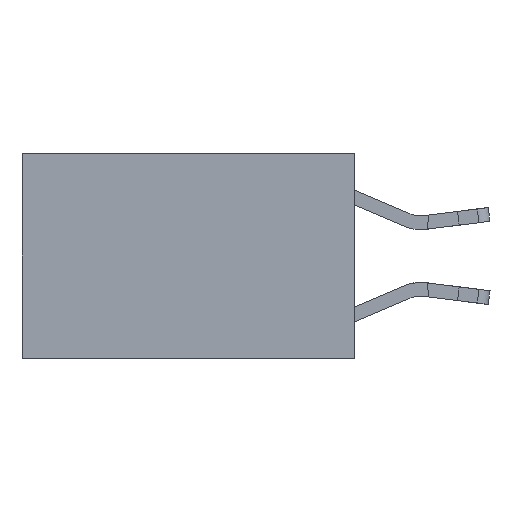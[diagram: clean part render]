
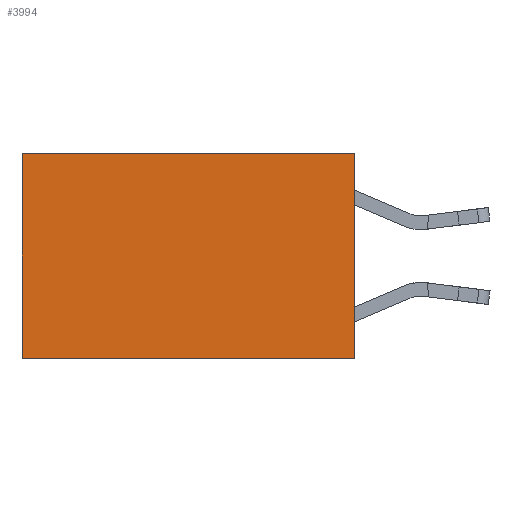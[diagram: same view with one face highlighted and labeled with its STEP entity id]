
A CAD part, left-side view. The second image highlights one B-rep face of the part: STEP entity #3994.
In plain terms, the highlighted planar face has unit normal (-1, 0, 0).
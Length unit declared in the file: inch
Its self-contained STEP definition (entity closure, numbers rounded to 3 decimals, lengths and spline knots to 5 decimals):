
#5 = DIRECTION ( 'NONE',  ( 0., 1., 0. ) ) ;
#276 = ORIENTED_EDGE ( 'NONE', *, *, #10180, .T. ) ;
#960 = FACE_OUTER_BOUND ( 'NONE', #8121, .T. ) ;
#1388 = VERTEX_POINT ( 'NONE', #1437 ) ;
#1437 = CARTESIAN_POINT ( 'NONE',  ( 0.2625, 0.6, -0.37 ) ) ;
#1508 = CARTESIAN_POINT ( 'NONE',  ( 0.2625, 0.6, 0. ) ) ;
#2062 = CARTESIAN_POINT ( 'NONE',  ( 0.2625, 0., 0. ) ) ;
#2264 = DIRECTION ( 'NONE',  ( 1., 0., 0. ) ) ;
#3835 = VERTEX_POINT ( 'NONE', #19342 ) ;
#3994 = ADVANCED_FACE ( 'NONE', ( #960 ), #10272, .F. ) ;
#4124 = AXIS2_PLACEMENT_3D ( 'NONE', #8281, #2264, #16126 ) ;
#5282 = VERTEX_POINT ( 'NONE', #1508 ) ;
#5757 = CARTESIAN_POINT ( 'NONE',  ( 0.2625, 0., 0. ) ) ;
#7394 = LINE ( 'NONE', #19145, #16537 ) ;
#8059 = LINE ( 'NONE', #15121, #17815 ) ;
#8121 = EDGE_LOOP ( 'NONE', ( #23921, #14970, #20114, #276 ) ) ;
#8281 = CARTESIAN_POINT ( 'NONE',  ( 0.2625, 0., 0. ) ) ;
#8700 = LINE ( 'NONE', #12077, #24072 ) ;
#9798 = EDGE_CURVE ( 'NONE', #15209, #3835, #8059, .T. ) ;
#10180 = EDGE_CURVE ( 'NONE', #15209, #5282, #15663, .T. ) ;
#10272 = PLANE ( 'NONE',  #4124 ) ;
#12077 = CARTESIAN_POINT ( 'NONE',  ( 0.2625, 0., -0.37 ) ) ;
#14970 = ORIENTED_EDGE ( 'NONE', *, *, #23516, .F. ) ;
#15121 = CARTESIAN_POINT ( 'NONE',  ( 0.2625, 0., 0. ) ) ;
#15209 = VERTEX_POINT ( 'NONE', #5757 ) ;
#15335 = DIRECTION ( 'NONE',  ( 0., 0., -1. ) ) ;
#15663 = LINE ( 'NONE', #2062, #25228 ) ;
#16126 = DIRECTION ( 'NONE',  ( 0., 0., -1. ) ) ;
#16537 = VECTOR ( 'NONE', #15335, 39.37008 ) ;
#17060 = DIRECTION ( 'NONE',  ( 0., 0., -1. ) ) ;
#17815 = VECTOR ( 'NONE', #17060, 39.37008 ) ;
#17899 = DIRECTION ( 'NONE',  ( 0., 1., 0. ) ) ;
#19145 = CARTESIAN_POINT ( 'NONE',  ( 0.2625, 0.6, 0. ) ) ;
#19168 = EDGE_CURVE ( 'NONE', #5282, #1388, #7394, .T. ) ;
#19342 = CARTESIAN_POINT ( 'NONE',  ( 0.2625, 0., -0.37 ) ) ;
#20114 = ORIENTED_EDGE ( 'NONE', *, *, #9798, .F. ) ;
#23516 = EDGE_CURVE ( 'NONE', #3835, #1388, #8700, .T. ) ;
#23921 = ORIENTED_EDGE ( 'NONE', *, *, #19168, .T. ) ;
#24072 = VECTOR ( 'NONE', #5, 39.37008 ) ;
#25228 = VECTOR ( 'NONE', #17899, 39.37008 ) ;
